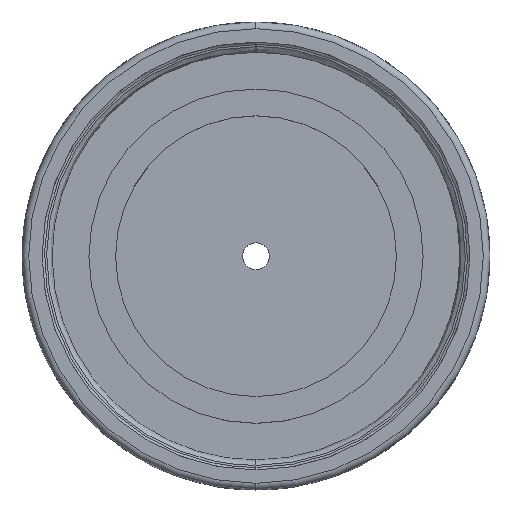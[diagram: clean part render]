
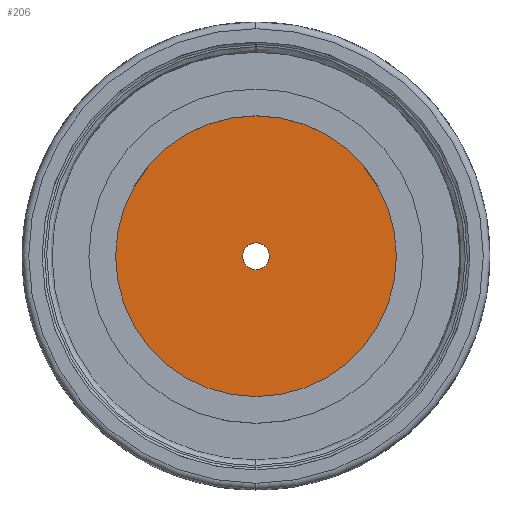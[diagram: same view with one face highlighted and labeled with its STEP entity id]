
A CAD part, top view. The second image highlights one B-rep face of the part: STEP entity #206.
In plain terms, the highlighted planar face has unit normal (0, 0, 1).
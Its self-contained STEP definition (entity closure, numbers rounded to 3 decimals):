
#145=CARTESIAN_POINT('Vertex',(21.,0.,-1.)) ;
#148=CARTESIAN_POINT('Axis2P3D Location',(0.,0.,-1.)) ;
#152=CARTESIAN_POINT('Vertex',(-21.,0.,-1.)) ;
#167=CARTESIAN_POINT('Axis2P3D Location',(0.,0.,-1.)) ;
#179=CARTESIAN_POINT('Axis2P3D Location',(0.,-32.,-1.)) ;
#188=CARTESIAN_POINT('Axis2P3D Location',(0.,0.,-1.)) ;
#192=CARTESIAN_POINT('Vertex',(0.,-2.,-1.)) ;
#194=CARTESIAN_POINT('Vertex',(0.,2.,-1.)) ;
#197=CARTESIAN_POINT('Axis2P3D Location',(0.,0.,-1.)) ;
#149=DIRECTION('Axis2P3D Direction',(0.,0.,1.)) ;
#168=DIRECTION('Axis2P3D Direction',(0.,0.,1.)) ;
#180=DIRECTION('Axis2P3D Direction',(0.,0.,1.)) ;
#181=DIRECTION('Axis2P3D XDirection',(1.,0.,0.)) ;
#189=DIRECTION('Axis2P3D Direction',(0.,0.,1.)) ;
#198=DIRECTION('Axis2P3D Direction',(0.,0.,1.)) ;
#150=AXIS2_PLACEMENT_3D('Circle Axis2P3D',#148,#149,$) ;
#169=AXIS2_PLACEMENT_3D('Circle Axis2P3D',#167,#168,$) ;
#182=AXIS2_PLACEMENT_3D('Plane Axis2P3D',#179,#180,#181) ;
#190=AXIS2_PLACEMENT_3D('Circle Axis2P3D',#188,#189,$) ;
#199=AXIS2_PLACEMENT_3D('Circle Axis2P3D',#197,#198,$) ;
#185=ORIENTED_EDGE('',*,*,#171,.T.) ;
#186=ORIENTED_EDGE('',*,*,#154,.T.) ;
#203=ORIENTED_EDGE('',*,*,#196,.F.) ;
#204=ORIENTED_EDGE('',*,*,#201,.F.) ;
#205=FACE_BOUND('',#202,.T.) ;
#206=ADVANCED_FACE('PartBody',(#187,#205),#183,.T.) ;
#151=CIRCLE('generated circle',#150,21.) ;
#170=CIRCLE('generated circle',#169,21.) ;
#191=CIRCLE('generated circle',#190,2.) ;
#200=CIRCLE('generated circle',#199,2.) ;
#154=EDGE_CURVE('',#153,#146,#151,.T.) ;
#171=EDGE_CURVE('',#146,#153,#170,.T.) ;
#196=EDGE_CURVE('',#193,#195,#191,.T.) ;
#201=EDGE_CURVE('',#195,#193,#200,.T.) ;
#184=EDGE_LOOP('',(#185,#186)) ;
#202=EDGE_LOOP('',(#203,#204)) ;
#187=FACE_OUTER_BOUND('',#184,.T.) ;
#183=PLANE('',#182) ;
#146=VERTEX_POINT('',#145) ;
#153=VERTEX_POINT('',#152) ;
#193=VERTEX_POINT('',#192) ;
#195=VERTEX_POINT('',#194) ;
